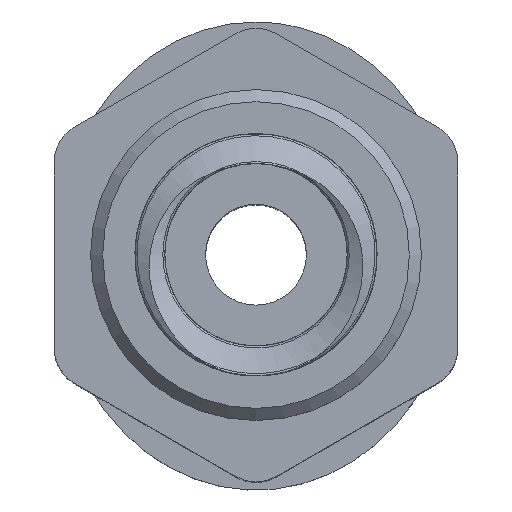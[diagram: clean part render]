
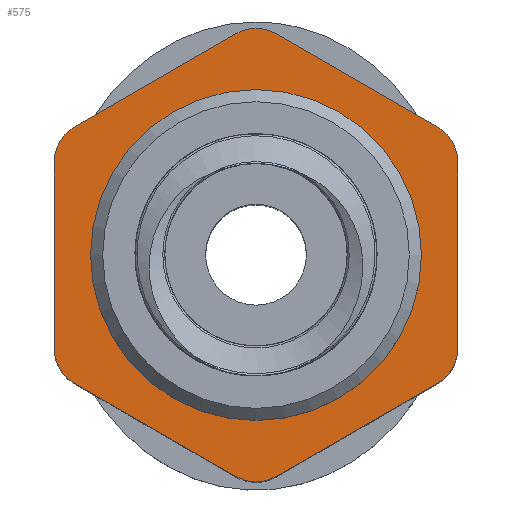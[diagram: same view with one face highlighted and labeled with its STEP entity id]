
A CAD part, top view. The second image highlights one B-rep face of the part: STEP entity #575.
In plain terms, the highlighted planar face has unit normal (0, 0, 1).
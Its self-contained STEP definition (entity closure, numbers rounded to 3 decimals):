
#23=LINE('',#948,#41);
#27=LINE('',#957,#45);
#30=LINE('',#965,#48);
#34=LINE('',#978,#52);
#35=LINE('',#982,#53);
#36=LINE('',#984,#54);
#41=VECTOR('',#714,10.);
#45=VECTOR('',#724,10.);
#48=VECTOR('',#733,10.);
#52=VECTOR('',#747,10.);
#53=VECTOR('',#750,10.);
#54=VECTOR('',#753,10.);
#103=PLANE('',#635);
#129=FACE_BOUND('',#208,.T.);
#156=FACE_OUTER_BOUND('',#207,.T.);
#207=EDGE_LOOP('',(#456,#457,#458,#459,#460,#461,#462,#463,#464,#465,#466,
#467));
#208=EDGE_LOOP('',(#468));
#240=CIRCLE('',#613,4.1);
#246=CIRCLE('',#626,1.);
#247=CIRCLE('',#629,1.);
#248=CIRCLE('',#632,1.);
#249=CIRCLE('',#634,1.);
#250=CIRCLE('',#636,1.);
#251=CIRCLE('',#637,1.);
#266=VERTEX_POINT('',#837);
#284=VERTEX_POINT('',#945);
#285=VERTEX_POINT('',#947);
#286=VERTEX_POINT('',#951);
#287=VERTEX_POINT('',#955);
#288=VERTEX_POINT('',#959);
#289=VERTEX_POINT('',#963);
#290=VERTEX_POINT('',#967);
#291=VERTEX_POINT('',#971);
#292=VERTEX_POINT('',#973);
#293=VERTEX_POINT('',#977);
#294=VERTEX_POINT('',#979);
#295=VERTEX_POINT('',#981);
#323=EDGE_CURVE('',#266,#266,#240,.T.);
#342=EDGE_CURVE('',#284,#285,#23,.T.);
#345=EDGE_CURVE('',#286,#284,#246,.T.);
#347=EDGE_CURVE('',#287,#286,#27,.T.);
#349=EDGE_CURVE('',#288,#287,#247,.T.);
#351=EDGE_CURVE('',#289,#288,#30,.T.);
#353=EDGE_CURVE('',#290,#289,#248,.T.);
#355=EDGE_CURVE('',#291,#292,#249,.T.);
#357=EDGE_CURVE('',#293,#291,#34,.T.);
#358=EDGE_CURVE('',#294,#293,#250,.T.);
#359=EDGE_CURVE('',#295,#294,#35,.T.);
#360=EDGE_CURVE('',#285,#295,#251,.T.);
#361=EDGE_CURVE('',#292,#290,#36,.T.);
#456=ORIENTED_EDGE('',*,*,#355,.F.);
#457=ORIENTED_EDGE('',*,*,#357,.F.);
#458=ORIENTED_EDGE('',*,*,#358,.F.);
#459=ORIENTED_EDGE('',*,*,#359,.F.);
#460=ORIENTED_EDGE('',*,*,#360,.F.);
#461=ORIENTED_EDGE('',*,*,#342,.F.);
#462=ORIENTED_EDGE('',*,*,#345,.F.);
#463=ORIENTED_EDGE('',*,*,#347,.F.);
#464=ORIENTED_EDGE('',*,*,#349,.F.);
#465=ORIENTED_EDGE('',*,*,#351,.F.);
#466=ORIENTED_EDGE('',*,*,#353,.F.);
#467=ORIENTED_EDGE('',*,*,#361,.F.);
#468=ORIENTED_EDGE('',*,*,#323,.T.);
#575=ADVANCED_FACE('',(#156,#129),#103,.T.);
#613=AXIS2_PLACEMENT_3D('',#838,#689,#690);
#626=AXIS2_PLACEMENT_3D('',#953,#719,#720);
#629=AXIS2_PLACEMENT_3D('',#961,#728,#729);
#632=AXIS2_PLACEMENT_3D('',#969,#737,#738);
#634=AXIS2_PLACEMENT_3D('',#974,#742,#743);
#635=AXIS2_PLACEMENT_3D('',#976,#745,#746);
#636=AXIS2_PLACEMENT_3D('',#980,#748,#749);
#637=AXIS2_PLACEMENT_3D('',#983,#751,#752);
#689=DIRECTION('center_axis',(0.,0.,-1.));
#690=DIRECTION('ref_axis',(-1.,0.,0.));
#714=DIRECTION('',(-0.866,-0.5,0.));
#719=DIRECTION('center_axis',(0.,0.,-1.));
#720=DIRECTION('ref_axis',(0.866,-0.5,0.));
#724=DIRECTION('',(0.,-1.,0.));
#728=DIRECTION('center_axis',(0.,0.,-1.));
#729=DIRECTION('ref_axis',(0.866,0.5,0.));
#733=DIRECTION('',(0.866,-0.5,0.));
#737=DIRECTION('center_axis',(0.,0.,-1.));
#738=DIRECTION('ref_axis',(0.,1.,0.));
#742=DIRECTION('center_axis',(0.,0.,-1.));
#743=DIRECTION('ref_axis',(-0.866,0.5,0.));
#745=DIRECTION('center_axis',(0.,0.,1.));
#746=DIRECTION('ref_axis',(1.,0.,0.));
#747=DIRECTION('',(0.,1.,0.));
#748=DIRECTION('center_axis',(0.,0.,-1.));
#749=DIRECTION('ref_axis',(-0.866,-0.5,0.));
#750=DIRECTION('',(-0.866,0.5,0.));
#751=DIRECTION('center_axis',(0.,0.,-1.));
#752=DIRECTION('ref_axis',(0.,-1.,0.));
#753=DIRECTION('',(0.866,0.5,0.));
#837=CARTESIAN_POINT('',(4.1,0.,0.));
#838=CARTESIAN_POINT('Origin',(0.,0.,0.));
#945=CARTESIAN_POINT('',(4.5,-3.175,0.));
#947=CARTESIAN_POINT('',(0.5,-5.485,0.));
#948=CARTESIAN_POINT('',(5.,-2.887,0.));
#951=CARTESIAN_POINT('',(5.,-2.309,0.));
#953=CARTESIAN_POINT('Origin',(4.,-2.309,0.));
#955=CARTESIAN_POINT('',(5.,2.309,0.));
#957=CARTESIAN_POINT('',(5.,2.887,0.));
#959=CARTESIAN_POINT('',(4.5,3.175,0.));
#961=CARTESIAN_POINT('Origin',(4.,2.309,0.));
#963=CARTESIAN_POINT('',(0.5,5.485,0.));
#965=CARTESIAN_POINT('',(0.,5.774,0.));
#967=CARTESIAN_POINT('',(-0.5,5.485,0.));
#969=CARTESIAN_POINT('Origin',(0.,4.619,0.));
#971=CARTESIAN_POINT('',(-5.,2.309,0.));
#973=CARTESIAN_POINT('',(-4.5,3.175,0.));
#974=CARTESIAN_POINT('Origin',(-4.,2.309,0.));
#976=CARTESIAN_POINT('Origin',(0.,0.,
0.));
#977=CARTESIAN_POINT('',(-5.,-2.309,0.));
#978=CARTESIAN_POINT('',(-5.,-2.887,0.));
#979=CARTESIAN_POINT('',(-4.5,-3.175,0.));
#980=CARTESIAN_POINT('Origin',(-4.,-2.309,0.));
#981=CARTESIAN_POINT('',(-0.5,-5.485,0.));
#982=CARTESIAN_POINT('',(0.,-5.774,0.));
#983=CARTESIAN_POINT('Origin',(0.,-4.619,
0.));
#984=CARTESIAN_POINT('',(-5.,2.887,0.));
